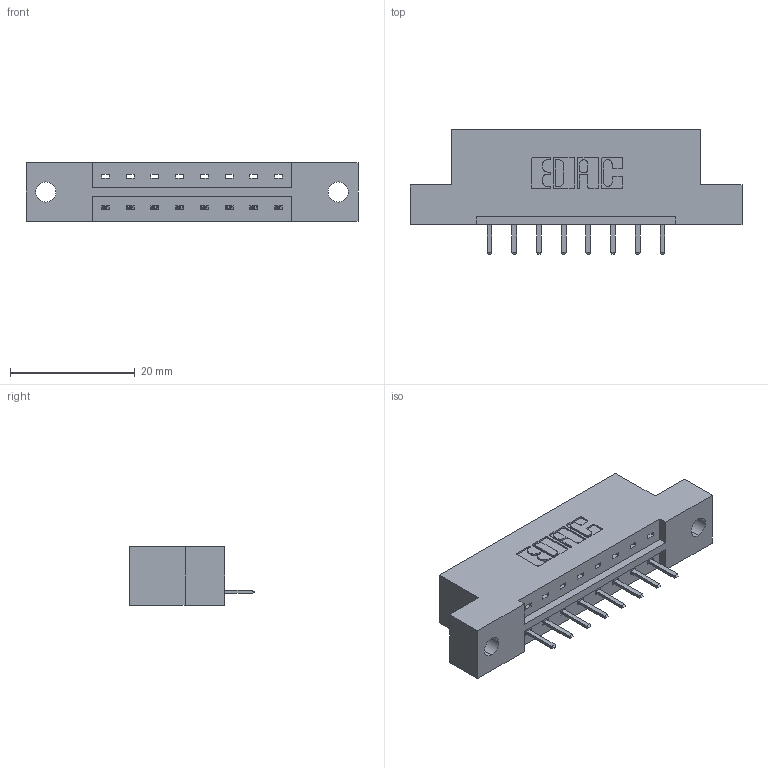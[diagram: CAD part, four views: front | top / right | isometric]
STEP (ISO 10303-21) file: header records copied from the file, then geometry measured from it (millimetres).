
FILE_DESCRIPTION (( 'STEP AP203' ), '1' );
FILE_NAME ('833-008-520-102.STEP', '2020-05-30T15:39:49', ( '' ), ( '' ), 'SwSTEP 2.0', 'SolidWorks 2020', '' );
FILE_SCHEMA (( 'CONFIG_CONTROL_DESIGN' ));
Length unit declared in the file: inch
Products named in the file (3): 833 Part_Flush - .128 Dia; 833-008-520-102; 345-292-001_345-293-120
Assembly tree (9 placements, depth 2):
  833-008-520-102
    833 Part_Flush - .128 Dia
    345-292-001_345-293-120  x8
Bounding box: 53.24 x 20.02 x 9.4 mm (x, y, z)
Volume: 5005.2 mm3; surface area: 4840 mm2
Topology: 9 solids, 9 shells, 610 faces, 1783 edges, 1166 vertices
Faces by surface type: plane 422, cylinder 188
Entity records: 9405 total; most frequent: CARTESIAN_POINT 1646, ORIENTED_EDGE 1578, DIRECTION 1445, EDGE_CURVE 789, LINE 657, VECTOR 657, VERTEX_POINT 522, AXIS2_PLACEMENT_3D 394
